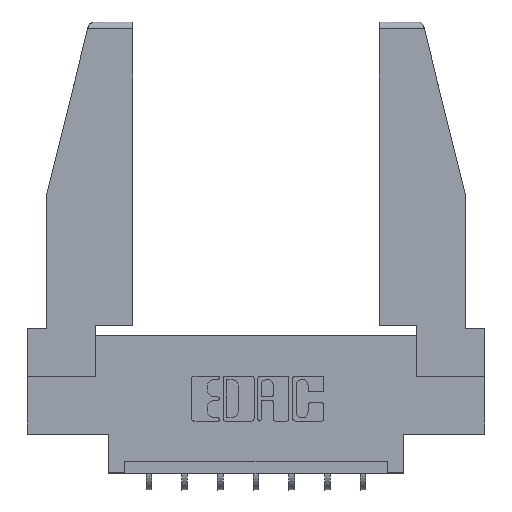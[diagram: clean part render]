
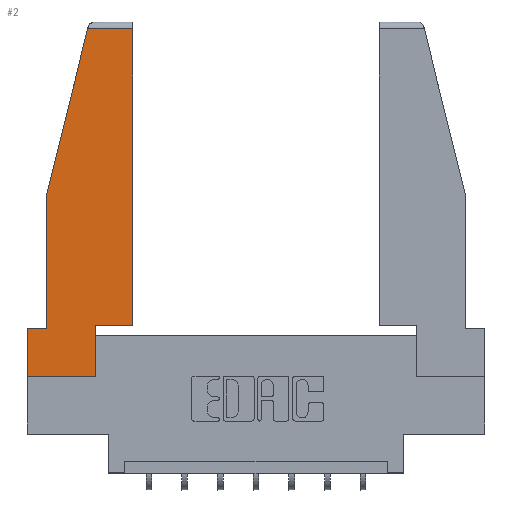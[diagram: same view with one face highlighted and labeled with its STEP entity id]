
A CAD part, top view. The second image highlights one B-rep face of the part: STEP entity #2.
In plain terms, the highlighted planar face has unit normal (0, 0, 1).
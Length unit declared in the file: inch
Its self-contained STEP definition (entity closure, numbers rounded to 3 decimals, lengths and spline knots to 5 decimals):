
#2 = ADVANCED_FACE ( 'NONE', ( #8932 ), #11525, .T. ) ;
#114 = CARTESIAN_POINT ( 'NONE',  ( 0., 0., 0. ) ) ;
#233 = EDGE_CURVE ( 'NONE', #3628, #4699, #12238, .T. ) ;
#290 = CARTESIAN_POINT ( 'NONE',  ( 0., 1.52, 0. ) ) ;
#334 = EDGE_CURVE ( 'NONE', #4699, #11993, #5291, .T. ) ;
#610 = LINE ( 'NONE', #10633, #11080 ) ;
#663 = CARTESIAN_POINT ( 'NONE',  ( 0., 0.21, 0. ) ) ;
#921 = VECTOR ( 'NONE', #9638, 39.37008 ) ;
#1031 = VERTEX_POINT ( 'NONE', #9843 ) ;
#1423 = CARTESIAN_POINT ( 'NONE',  ( 0.086, 0.8, 0. ) ) ;
#1538 = ORIENTED_EDGE ( 'NONE', *, *, #8363, .T. ) ;
#2023 = ORIENTED_EDGE ( 'NONE', *, *, #11069, .T. ) ;
#2236 = AXIS2_PLACEMENT_3D ( 'NONE', #114, #5635, #5756 ) ;
#2332 = ORIENTED_EDGE ( 'NONE', *, *, #10462, .T. ) ;
#2696 = EDGE_CURVE ( 'NONE', #3575, #5144, #3428, .T. ) ;
#2897 = ORIENTED_EDGE ( 'NONE', *, *, #2696, .T. ) ;
#2921 = CARTESIAN_POINT ( 'NONE',  ( 0.461, 0.223, 0. ) ) ;
#2926 = ORIENTED_EDGE ( 'NONE', *, *, #233, .T. ) ;
#2943 = CARTESIAN_POINT ( 'NONE',  ( 0.2636, 1.52, 0. ) ) ;
#3105 = VECTOR ( 'NONE', #3841, 39.37008 ) ;
#3266 = ORIENTED_EDGE ( 'NONE', *, *, #334, .T. ) ;
#3346 = VECTOR ( 'NONE', #4200, 39.37008 ) ;
#3428 = LINE ( 'NONE', #3719, #921 ) ;
#3443 = CARTESIAN_POINT ( 'NONE',  ( 0.297, 0., 0. ) ) ;
#3575 = VERTEX_POINT ( 'NONE', #7192 ) ;
#3628 = VERTEX_POINT ( 'NONE', #10959 ) ;
#3719 = CARTESIAN_POINT ( 'NONE',  ( 0., 0.21, 0. ) ) ;
#3841 = DIRECTION ( 'NONE',  ( -0.239, -0.971, 0. ) ) ;
#3914 = LINE ( 'NONE', #4870, #12231 ) ;
#4143 = EDGE_CURVE ( 'NONE', #5144, #9641, #610, .T. ) ;
#4200 = DIRECTION ( 'NONE',  ( -1., 0., 0. ) ) ;
#4471 = ORIENTED_EDGE ( 'NONE', *, *, #11952, .T. ) ;
#4574 = CARTESIAN_POINT ( 'NONE',  ( 0.461, 0.223, 0. ) ) ;
#4699 = VERTEX_POINT ( 'NONE', #2921 ) ;
#4831 = VECTOR ( 'NONE', #12213, 39.37008 ) ;
#4870 = CARTESIAN_POINT ( 'NONE',  ( 0., 0., 0. ) ) ;
#5108 = VERTEX_POINT ( 'NONE', #2943 ) ;
#5144 = VERTEX_POINT ( 'NONE', #663 ) ;
#5291 = LINE ( 'NONE', #4574, #6367 ) ;
#5326 = DIRECTION ( 'NONE',  ( 0., -1., 0. ) ) ;
#5544 = DIRECTION ( 'NONE',  ( 0., -1., 0. ) ) ;
#5594 = ORIENTED_EDGE ( 'NONE', *, *, #4143, .T. ) ;
#5635 = DIRECTION ( 'NONE',  ( 0., 0., 1. ) ) ;
#5756 = DIRECTION ( 'NONE',  ( 1., 0., 0. ) ) ;
#5834 = LINE ( 'NONE', #3443, #11269 ) ;
#6367 = VECTOR ( 'NONE', #10499, 39.37008 ) ;
#6447 = VECTOR ( 'NONE', #5326, 39.37008 ) ;
#7192 = CARTESIAN_POINT ( 'NONE',  ( 0.086, 0.21, 0. ) ) ;
#7882 = EDGE_LOOP ( 'NONE', ( #3266, #4471, #2023, #11339, #2897, #5594, #1538, #2332, #2926 ) ) ;
#8066 = CARTESIAN_POINT ( 'NONE',  ( 0.461, 1.52, 0. ) ) ;
#8077 = CARTESIAN_POINT ( 'NONE',  ( 0.086, 0.8, 0. ) ) ;
#8233 = DIRECTION ( 'NONE',  ( 1., 0., 0. ) ) ;
#8342 = CARTESIAN_POINT ( 'NONE',  ( 0.297, 0.223, 0. ) ) ;
#8363 = EDGE_CURVE ( 'NONE', #9641, #1031, #3914, .T. ) ;
#8932 = FACE_OUTER_BOUND ( 'NONE', #7882, .T. ) ;
#9325 = LINE ( 'NONE', #9633, #3105 ) ;
#9633 = CARTESIAN_POINT ( 'NONE',  ( 0.271, 1.55, 0. ) ) ;
#9638 = DIRECTION ( 'NONE',  ( -1., 0., 0. ) ) ;
#9641 = VERTEX_POINT ( 'NONE', #11602 ) ;
#9843 = CARTESIAN_POINT ( 'NONE',  ( 0.297, 0., 0. ) ) ;
#10462 = EDGE_CURVE ( 'NONE', #1031, #3628, #5834, .T. ) ;
#10499 = DIRECTION ( 'NONE',  ( 0., 1., 0. ) ) ;
#10633 = CARTESIAN_POINT ( 'NONE',  ( 0., 0.21, 0. ) ) ;
#10959 = CARTESIAN_POINT ( 'NONE',  ( 0.297, 0.223, 0. ) ) ;
#11035 = LINE ( 'NONE', #290, #3346 ) ;
#11069 = EDGE_CURVE ( 'NONE', #5108, #11200, #9325, .T. ) ;
#11080 = VECTOR ( 'NONE', #5544, 39.37008 ) ;
#11200 = VERTEX_POINT ( 'NONE', #8077 ) ;
#11269 = VECTOR ( 'NONE', #12039, 39.37008 ) ;
#11339 = ORIENTED_EDGE ( 'NONE', *, *, #11628, .T. ) ;
#11525 = PLANE ( 'NONE',  #2236 ) ;
#11546 = LINE ( 'NONE', #1423, #6447 ) ;
#11602 = CARTESIAN_POINT ( 'NONE',  ( 0., 0., 0. ) ) ;
#11628 = EDGE_CURVE ( 'NONE', #11200, #3575, #11546, .T. ) ;
#11952 = EDGE_CURVE ( 'NONE', #11993, #5108, #11035, .T. ) ;
#11993 = VERTEX_POINT ( 'NONE', #8066 ) ;
#12039 = DIRECTION ( 'NONE',  ( 0., 1., 0. ) ) ;
#12213 = DIRECTION ( 'NONE',  ( 1., 0., 0. ) ) ;
#12231 = VECTOR ( 'NONE', #8233, 39.37008 ) ;
#12238 = LINE ( 'NONE', #8342, #4831 ) ;
